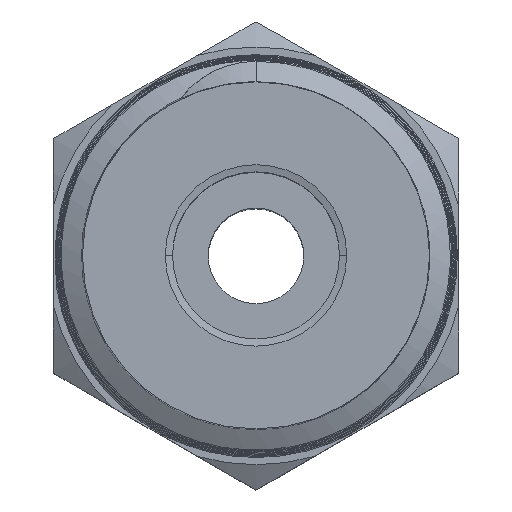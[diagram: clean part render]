
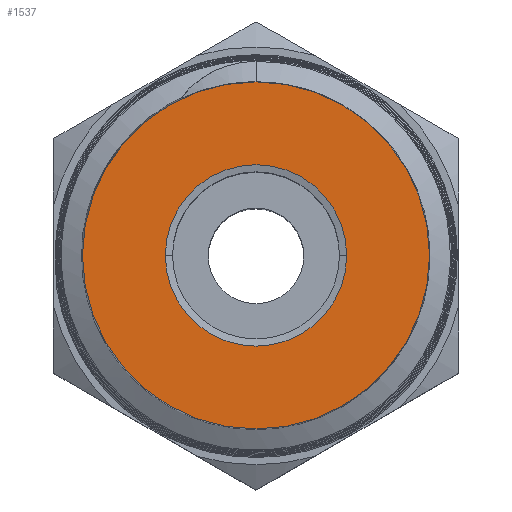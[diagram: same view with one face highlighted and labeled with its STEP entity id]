
A CAD part, top view. The second image highlights one B-rep face of the part: STEP entity #1537.
In plain terms, the highlighted planar face has unit normal (0, 0, 1).
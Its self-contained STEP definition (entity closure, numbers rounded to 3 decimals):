
#740 = AXIS2_PLACEMENT_3D ( 'NONE', #8446, #2273, #9655 ) ;
#865 = CARTESIAN_POINT ( 'NONE',  ( 7.271, 0., 17. ) ) ;
#956 = CIRCLE ( 'NONE', #12572, 3.8 ) ;
#1390 = AXIS2_PLACEMENT_3D ( 'NONE', #9623, #8352, #5337 ) ;
#1537 = ADVANCED_FACE ( 'NONE', ( #11644, #12607 ), #10498, .T. ) ;
#1688 = ORIENTED_EDGE ( 'NONE', *, *, #11110, .T. ) ;
#2266 = CIRCLE ( 'NONE', #740, 7.271 ) ;
#2273 = DIRECTION ( 'NONE',  ( 0., 0., 1. ) ) ;
#3841 = EDGE_CURVE ( 'NONE', #10951, #10352, #2266, .T. ) ;
#4605 = VERTEX_POINT ( 'NONE', #7900 ) ;
#5337 = DIRECTION ( 'NONE',  ( 1., 0., 0. ) ) ;
#6161 = EDGE_CURVE ( 'NONE', #4605, #9935, #7690, .T. ) ;
#6483 = DIRECTION ( 'NONE',  ( 0., 0., -1. ) ) ;
#6764 = DIRECTION ( 'NONE',  ( 0., 0., -1. ) ) ;
#7051 = EDGE_LOOP ( 'NONE', ( #12415, #8170 ) ) ;
#7181 = AXIS2_PLACEMENT_3D ( 'NONE', #9614, #10371, #9472 ) ;
#7255 = EDGE_LOOP ( 'NONE', ( #1688, #10885 ) ) ;
#7442 = CARTESIAN_POINT ( 'NONE',  ( 0., 0., 17. ) ) ;
#7690 = CIRCLE ( 'NONE', #8764, 3.8 ) ;
#7900 = CARTESIAN_POINT ( 'NONE',  ( -3.8, 0., 17. ) ) ;
#8170 = ORIENTED_EDGE ( 'NONE', *, *, #6161, .T. ) ;
#8352 = DIRECTION ( 'NONE',  ( 0., 0., 1. ) ) ;
#8446 = CARTESIAN_POINT ( 'NONE',  ( 0., 0., 17. ) ) ;
#8764 = AXIS2_PLACEMENT_3D ( 'NONE', #9986, #6764, #10730 ) ;
#9218 = CARTESIAN_POINT ( 'NONE',  ( -7.271, 0., 17. ) ) ;
#9472 = DIRECTION ( 'NONE',  ( 1., 0., 0. ) ) ;
#9614 = CARTESIAN_POINT ( 'NONE',  ( 0., 0., 17. ) ) ;
#9623 = CARTESIAN_POINT ( 'NONE',  ( 0., 0., 17. ) ) ;
#9655 = DIRECTION ( 'NONE',  ( 1., 0., 0. ) ) ;
#9935 = VERTEX_POINT ( 'NONE', #11146 ) ;
#9986 = CARTESIAN_POINT ( 'NONE',  ( 0., 0., 17. ) ) ;
#10352 = VERTEX_POINT ( 'NONE', #865 ) ;
#10371 = DIRECTION ( 'NONE',  ( 0., 0., 1. ) ) ;
#10498 = PLANE ( 'NONE',  #7181 ) ;
#10585 = DIRECTION ( 'NONE',  ( 1., 0., 0. ) ) ;
#10625 = CIRCLE ( 'NONE', #1390, 7.271 ) ;
#10730 = DIRECTION ( 'NONE',  ( 1., 0., 0. ) ) ;
#10859 = EDGE_CURVE ( 'NONE', #9935, #4605, #956, .T. ) ;
#10885 = ORIENTED_EDGE ( 'NONE', *, *, #3841, .T. ) ;
#10951 = VERTEX_POINT ( 'NONE', #9218 ) ;
#11110 = EDGE_CURVE ( 'NONE', #10352, #10951, #10625, .T. ) ;
#11146 = CARTESIAN_POINT ( 'NONE',  ( 3.8, 0., 17. ) ) ;
#11644 = FACE_BOUND ( 'NONE', #7051, .T. ) ;
#12415 = ORIENTED_EDGE ( 'NONE', *, *, #10859, .T. ) ;
#12572 = AXIS2_PLACEMENT_3D ( 'NONE', #7442, #6483, #10585 ) ;
#12607 = FACE_OUTER_BOUND ( 'NONE', #7255, .T. ) ;
